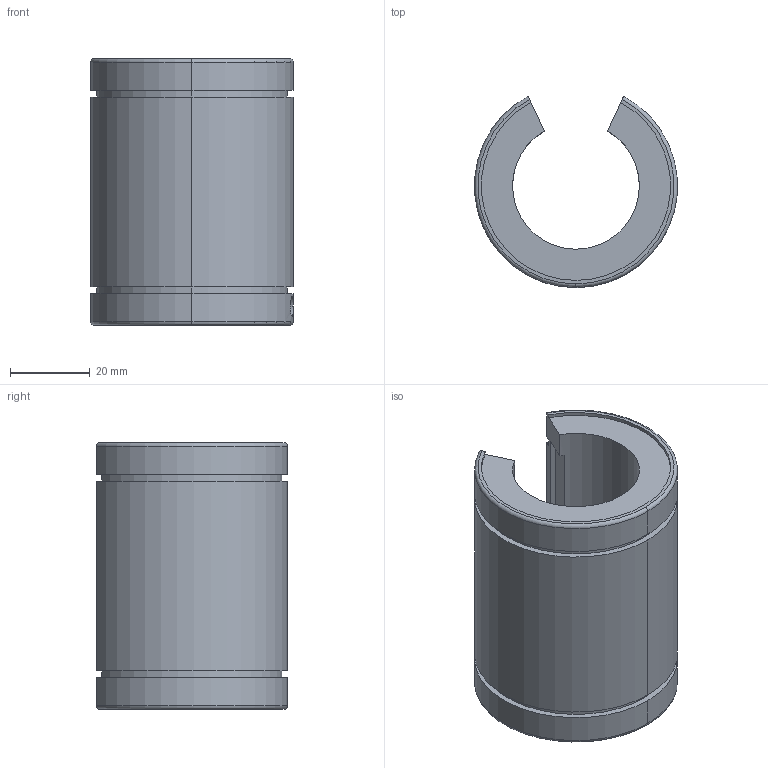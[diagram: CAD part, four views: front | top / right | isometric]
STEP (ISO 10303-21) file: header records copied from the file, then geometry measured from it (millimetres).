
FILE_DESCRIPTION (( 'STEP AP214' ), '1' );
FILE_NAME ('BallBearing_994AD02D15.step', '2022-02-08T17:02:41', ( 'localadmin' ), ( 'BOXX Technologies, Inc.' ), 'SwSTEP 2.0', 'SolidWorks 2019', '' );
FILE_SCHEMA (( 'AUTOMOTIVE_DESIGN' ));
Length unit declared in the file: inch
Products named in the file (3): DNUteFlbRI_CADModel_0; BallBearing_994AD02D15
Assembly tree (1 placements, depth 2):
  DNUteFlbRI_CADModel_0
  BallBearing_994AD02D15
    DNUteFlbRI_CADModel_0
Bounding box: 50.67 x 47.8 x 66.67 mm (x, y, z)
Volume: 66154.4 mm3; surface area: 18604.6 mm2
Topology: 1 solids, 1 shells, 41 faces, 114 edges, 76 vertices
Faces by surface type: cylinder 20, plane 17, torus 4
Entity records: 2038 total; most frequent: CARTESIAN_POINT 326, DIRECTION 250, ORIENTED_EDGE 228, EDGE_CURVE 114, AXIS2_PLACEMENT_3D 96, VERTEX_POINT 76, VECTOR 58, LINE 58
